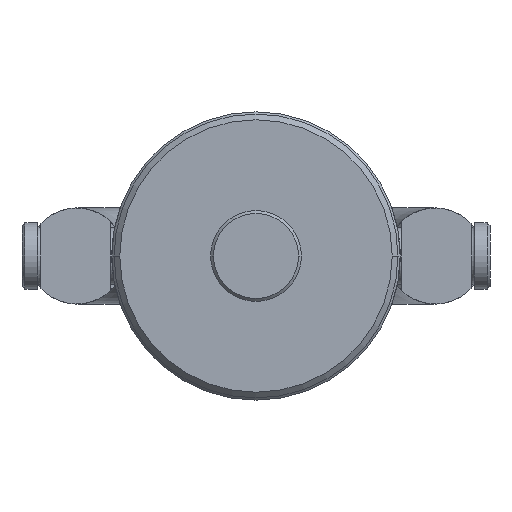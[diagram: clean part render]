
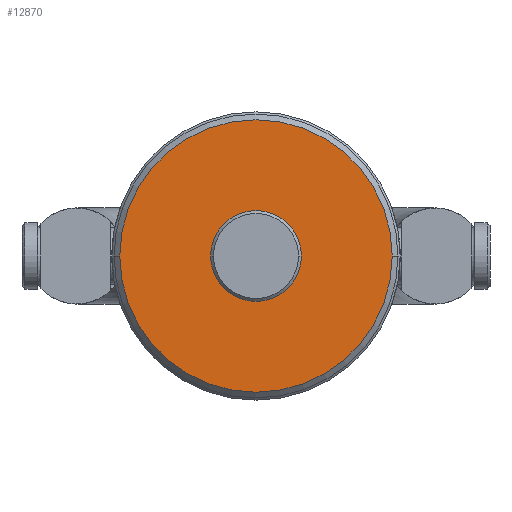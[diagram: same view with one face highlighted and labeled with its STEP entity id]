
A CAD part, front view. The second image highlights one B-rep face of the part: STEP entity #12870.
In plain terms, the highlighted planar face has unit normal (0, -1, 0).
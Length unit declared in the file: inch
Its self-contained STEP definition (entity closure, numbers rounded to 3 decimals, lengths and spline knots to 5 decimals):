
#4026=CARTESIAN_POINT('',(0.,-0.929,0.));
#4027=DIRECTION('',(0.,1.,0.));
#4028=DIRECTION('',(1.,0.,0.));
#4029=AXIS2_PLACEMENT_3D('',#4026,#4027,#4028);
#4034=CARTESIAN_POINT('',(0.,-0.929,0.));
#4035=DIRECTION('',(0.,1.,0.));
#4036=DIRECTION('',(-1.,0.,0.));
#4037=AXIS2_PLACEMENT_3D('',#4034,#4035,#4036);
#4042=CARTESIAN_POINT('',(0.,-0.929,0.));
#4043=DIRECTION('',(0.,-1.,0.));
#4044=DIRECTION('',(1.,0.,0.));
#4045=AXIS2_PLACEMENT_3D('',#4042,#4043,#4044);
#4050=CARTESIAN_POINT('',(0.,-0.929,0.));
#4051=DIRECTION('',(0.,-1.,0.));
#4052=DIRECTION('',(-1.,0.,0.));
#4053=AXIS2_PLACEMENT_3D('',#4050,#4051,#4052);
#10287=CARTESIAN_POINT('',(1.4175,-0.929,0.));
#10288=CARTESIAN_POINT('',(-1.4175,-0.929,0.));
#10289=VERTEX_POINT('',#10287);
#10290=VERTEX_POINT('',#10288);
#10519=CARTESIAN_POINT('',(0.47244,-0.929,0.));
#10520=CARTESIAN_POINT('',(-0.47244,-0.929,0.));
#10521=VERTEX_POINT('',#10519);
#10522=VERTEX_POINT('',#10520);
#12854=CARTESIAN_POINT('',(0.,-0.929,0.));
#12855=DIRECTION('',(0.,1.,0.));
#12856=DIRECTION('',(1.,0.,0.));
#12857=AXIS2_PLACEMENT_3D('',#12854,#12855,#12856);
#12858=PLANE('',#12857);
#12859=ORIENTED_EDGE('',*,*,#12844,.T.);
#12861=ORIENTED_EDGE('',*,*,#12860,.T.);
#12862=EDGE_LOOP('',(#12859,#12861));
#12863=FACE_OUTER_BOUND('',#12862,.F.);
#12865=ORIENTED_EDGE('',*,*,#12864,.T.);
#12867=ORIENTED_EDGE('',*,*,#12866,.T.);
#12868=EDGE_LOOP('',(#12865,#12867));
#12869=FACE_BOUND('',#12868,.F.);
#4030=CIRCLE('',#4029,1.4175);
#4038=CIRCLE('',#4037,1.4175);
#4046=CIRCLE('',#4045,0.47244);
#4054=CIRCLE('',#4053,0.47244);
#12844=EDGE_CURVE('',#10289,#10290,#4030,.T.);
#12860=EDGE_CURVE('',#10290,#10289,#4038,.T.);
#12864=EDGE_CURVE('',#10521,#10522,#4046,.T.);
#12866=EDGE_CURVE('',#10522,#10521,#4054,.T.);
#12870=ADVANCED_FACE('',(#12863,#12869),#12858,.F.);
